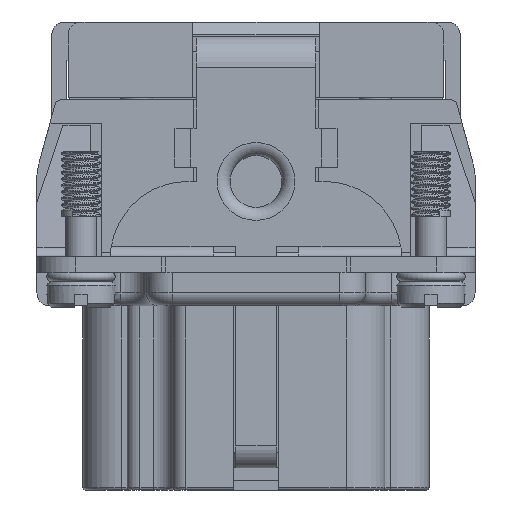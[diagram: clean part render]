
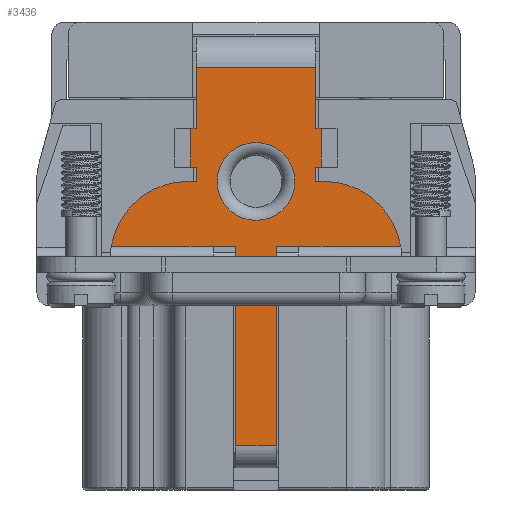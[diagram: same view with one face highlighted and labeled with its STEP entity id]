
A CAD part, left-side view. The second image highlights one B-rep face of the part: STEP entity #3436.
In plain terms, the highlighted planar face has unit normal (-1, 0, 0).
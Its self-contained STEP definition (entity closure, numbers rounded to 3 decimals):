
#1634=CIRCLE('',#26700,3.);
#1635=CIRCLE('',#26701,6.);
#1636=CIRCLE('',#26702,6.);
#2240=FACE_BOUND('',#7011,.T.);
#2241=FACE_BOUND('',#7012,.T.);
#3436=ADVANCED_FACE('',(#2240,#2241),#4397,.T.);
#4397=PLANE('',#26703);
#7011=EDGE_LOOP('',(#13133));
#7012=EDGE_LOOP('',(#13134,#13135,#13136,#13137,#13138,#13139,#13140,#13141,
#13142,#13143,#13144,#13145,#13146,#13147,#13148,#13149,#13150,#13151,#13152,
#13153,#13154,#13155));
#13133=ORIENTED_EDGE('',*,*,#19691,.F.);
#13134=ORIENTED_EDGE('',*,*,#19692,.F.);
#13135=ORIENTED_EDGE('',*,*,#19689,.F.);
#13136=ORIENTED_EDGE('',*,*,#19693,.T.);
#13137=ORIENTED_EDGE('',*,*,#19677,.F.);
#13138=ORIENTED_EDGE('',*,*,#19694,.T.);
#13139=ORIENTED_EDGE('',*,*,#19695,.F.);
#13140=ORIENTED_EDGE('',*,*,#19696,.F.);
#13141=ORIENTED_EDGE('',*,*,#19697,.F.);
#13142=ORIENTED_EDGE('',*,*,#19698,.F.);
#13143=ORIENTED_EDGE('',*,*,#19699,.F.);
#13144=ORIENTED_EDGE('',*,*,#19700,.T.);
#13145=ORIENTED_EDGE('',*,*,#19701,.T.);
#13146=ORIENTED_EDGE('',*,*,#19702,.F.);
#13147=ORIENTED_EDGE('',*,*,#19703,.F.);
#13148=ORIENTED_EDGE('',*,*,#19704,.T.);
#13149=ORIENTED_EDGE('',*,*,#19705,.F.);
#13150=ORIENTED_EDGE('',*,*,#19706,.T.);
#13151=ORIENTED_EDGE('',*,*,#19707,.T.);
#13152=ORIENTED_EDGE('',*,*,#19708,.T.);
#13153=ORIENTED_EDGE('',*,*,#19709,.T.);
#13154=ORIENTED_EDGE('',*,*,#19710,.F.);
#13155=ORIENTED_EDGE('',*,*,#19711,.T.);
#16346=VERTEX_POINT('',#47906);
#16349=VERTEX_POINT('',#47917);
#16350=VERTEX_POINT('',#47918);
#16359=VERTEX_POINT('',#47939);
#16360=VERTEX_POINT('',#47941);
#16361=VERTEX_POINT('',#47945);
#16362=VERTEX_POINT('',#47947);
#16363=VERTEX_POINT('',#47951);
#16364=VERTEX_POINT('',#47953);
#16365=VERTEX_POINT('',#47955);
#16366=VERTEX_POINT('',#47957);
#16367=VERTEX_POINT('',#47959);
#16368=VERTEX_POINT('',#47961);
#16369=VERTEX_POINT('',#47963);
#16370=VERTEX_POINT('',#47965);
#16371=VERTEX_POINT('',#47967);
#16372=VERTEX_POINT('',#47969);
#16373=VERTEX_POINT('',#47971);
#16374=VERTEX_POINT('',#47973);
#16375=VERTEX_POINT('',#47975);
#16376=VERTEX_POINT('',#47977);
#16377=VERTEX_POINT('',#47979);
#16378=VERTEX_POINT('',#47981);
#19677=EDGE_CURVE('',#16349,#16350,#22256,.T.);
#19689=EDGE_CURVE('',#16359,#16360,#22264,.T.);
#19691=EDGE_CURVE('',#16361,#16361,#1634,.T.);
#19692=EDGE_CURVE('',#16360,#16362,#22266,.T.);
#19693=EDGE_CURVE('',#16359,#16350,#22267,.T.);
#19694=EDGE_CURVE('',#16349,#16346,#22268,.T.);
#19695=EDGE_CURVE('',#16363,#16346,#22269,.T.);
#19696=EDGE_CURVE('',#16364,#16363,#1635,.T.);
#19697=EDGE_CURVE('',#16365,#16364,#22270,.T.);
#19698=EDGE_CURVE('',#16366,#16365,#22271,.T.);
#19699=EDGE_CURVE('',#16367,#16366,#22272,.T.);
#19700=EDGE_CURVE('',#16367,#16368,#22273,.T.);
#19701=EDGE_CURVE('',#16368,#16369,#22274,.T.);
#19702=EDGE_CURVE('',#16370,#16369,#22275,.T.);
#19703=EDGE_CURVE('',#16371,#16370,#22276,.T.);
#19704=EDGE_CURVE('',#16371,#16372,#22277,.T.);
#19705=EDGE_CURVE('',#16373,#16372,#22278,.T.);
#19706=EDGE_CURVE('',#16373,#16374,#22279,.T.);
#19707=EDGE_CURVE('',#16374,#16375,#22280,.T.);
#19708=EDGE_CURVE('',#16375,#16376,#22281,.T.);
#19709=EDGE_CURVE('',#16376,#16377,#22282,.T.);
#19710=EDGE_CURVE('',#16378,#16377,#1636,.T.);
#19711=EDGE_CURVE('',#16378,#16362,#22283,.T.);
#22256=LINE('',#47916,#24530);
#22264=LINE('',#47940,#24538);
#22266=LINE('',#47946,#24540);
#22267=LINE('',#47948,#24541);
#22268=LINE('',#47949,#24542);
#22269=LINE('',#47950,#24543);
#22270=LINE('',#47954,#24544);
#22271=LINE('',#47956,#24545);
#22272=LINE('',#47958,#24546);
#22273=LINE('',#47960,#24547);
#22274=LINE('',#47962,#24548);
#22275=LINE('',#47964,#24549);
#22276=LINE('',#47966,#24550);
#22277=LINE('',#47968,#24551);
#22278=LINE('',#47970,#24552);
#22279=LINE('',#47972,#24553);
#22280=LINE('',#47974,#24554);
#22281=LINE('',#47976,#24555);
#22282=LINE('',#47978,#24556);
#22283=LINE('',#47982,#24557);
#24530=VECTOR('',#32940,1.);
#24538=VECTOR('',#32958,1.);
#24540=VECTOR('',#32964,1.);
#24541=VECTOR('',#32965,1.);
#24542=VECTOR('',#32966,1.);
#24543=VECTOR('',#32967,1.);
#24544=VECTOR('',#32970,1.);
#24545=VECTOR('',#32971,1.);
#24546=VECTOR('',#32972,1.);
#24547=VECTOR('',#32973,1.);
#24548=VECTOR('',#32974,1.);
#24549=VECTOR('',#32975,1.);
#24550=VECTOR('',#32976,1.);
#24551=VECTOR('',#32977,1.);
#24552=VECTOR('',#32978,1.);
#24553=VECTOR('',#32979,1.);
#24554=VECTOR('',#32980,1.);
#24555=VECTOR('',#32981,1.);
#24556=VECTOR('',#32982,1.);
#24557=VECTOR('',#32985,1.);
#26700=AXIS2_PLACEMENT_3D('',#47944,#32962,#32963);
#26701=AXIS2_PLACEMENT_3D('',#47952,#32968,#32969);
#26702=AXIS2_PLACEMENT_3D('',#47980,#32983,#32984);
#26703=AXIS2_PLACEMENT_3D('',#47983,#32986,#32987);
#32940=DIRECTION('',(0.,0.,-1.));
#32958=DIRECTION('',(0.,0.,1.));
#32962=DIRECTION('',(-1.,0.,0.));
#32963=DIRECTION('',(0.,0.,1.));
#32964=DIRECTION('',(0.,1.,0.));
#32965=DIRECTION('',(0.,-1.,0.));
#32966=DIRECTION('',(0.,-1.,0.));
#32967=DIRECTION('',(0.,1.,0.));
#32968=DIRECTION('',(1.,0.,0.));
#32969=DIRECTION('',(0.,0.,1.));
#32970=DIRECTION('',(0.,-1.,0.));
#32971=DIRECTION('',(0.,0.,-1.));
#32972=DIRECTION('',(0.,1.,0.));
#32973=DIRECTION('',(0.,0.,1.));
#32974=DIRECTION('',(0.,1.,0.));
#32975=DIRECTION('',(0.,0.,-1.));
#32976=DIRECTION('',(0.,-1.,0.));
#32977=DIRECTION('',(0.,0.,-1.));
#32978=DIRECTION('',(0.,-1.,0.));
#32979=DIRECTION('',(0.,0.,-1.));
#32980=DIRECTION('',(0.,-1.,0.));
#32981=DIRECTION('',(0.,0.,-1.));
#32982=DIRECTION('',(0.,1.,0.));
#32983=DIRECTION('',(1.,0.,0.));
#32984=DIRECTION('',(0.,0.,1.));
#32985=DIRECTION('',(0.,-1.,0.));
#32986=DIRECTION('',(-1.,0.,0.));
#32987=DIRECTION('',(0.,0.,-1.));
#47906=CARTESIAN_POINT('',(-22.8,-3.3,18.7));
#47916=CARTESIAN_POINT('',(-22.8,-1.55,15.7));
#47917=CARTESIAN_POINT('',(-22.8,-1.55,18.7));
#47918=CARTESIAN_POINT('',(-22.8,-1.55,3.3));
#47939=CARTESIAN_POINT('',(-22.8,1.55,3.3));
#47940=CARTESIAN_POINT('',(-22.8,1.55,15.7));
#47941=CARTESIAN_POINT('',(-22.8,1.55,18.7));
#47944=CARTESIAN_POINT('',(-22.8,0.,23.7));
#47945=CARTESIAN_POINT('',(-22.8,0.,26.7));
#47946=CARTESIAN_POINT('',(-22.8,9.646,18.7));
#47947=CARTESIAN_POINT('',(-22.8,3.3,18.7));
#47948=CARTESIAN_POINT('',(-22.8,0.,3.3));
#47949=CARTESIAN_POINT('',(-22.8,0.,18.7));
#47950=CARTESIAN_POINT('',(-22.8,0.,18.7));
#47951=CARTESIAN_POINT('',(-22.8,-11.166,18.7));
#47952=CARTESIAN_POINT('',(-22.8,-5.25,17.7));
#47953=CARTESIAN_POINT('',(-22.8,-5.25,23.7));
#47954=CARTESIAN_POINT('',(-22.8,-4.5,23.7));
#47955=CARTESIAN_POINT('',(-22.8,-4.6,23.7));
#47956=CARTESIAN_POINT('',(-22.8,-4.6,16.5));
#47957=CARTESIAN_POINT('',(-22.8,-4.6,24.8));
#47958=CARTESIAN_POINT('',(-22.8,-4.65,24.8));
#47959=CARTESIAN_POINT('',(-22.8,-5.05,24.8));
#47960=CARTESIAN_POINT('',(-22.8,-5.05,16.5));
#47961=CARTESIAN_POINT('',(-22.8,-5.05,27.8));
#47962=CARTESIAN_POINT('',(-22.8,0.,27.8));
#47963=CARTESIAN_POINT('',(-22.8,-4.6,27.8));
#47964=CARTESIAN_POINT('',(-22.8,-4.6,16.5));
#47965=CARTESIAN_POINT('',(-22.8,-4.6,32.5));
#47966=CARTESIAN_POINT('',(-22.8,0.,32.5));
#47967=CARTESIAN_POINT('',(-22.8,4.6,32.5));
#47968=CARTESIAN_POINT('',(-22.8,4.6,16.5));
#47969=CARTESIAN_POINT('',(-22.8,4.6,27.8));
#47970=CARTESIAN_POINT('',(-22.8,3.7,27.8));
#47971=CARTESIAN_POINT('',(-22.8,5.05,27.8));
#47972=CARTESIAN_POINT('',(-22.8,5.05,16.5));
#47973=CARTESIAN_POINT('',(-22.8,5.05,24.8));
#47974=CARTESIAN_POINT('',(-22.8,0.,24.8));
#47975=CARTESIAN_POINT('',(-22.8,4.6,24.8));
#47976=CARTESIAN_POINT('',(-22.8,4.6,16.5));
#47977=CARTESIAN_POINT('',(-22.8,4.6,23.7));
#47978=CARTESIAN_POINT('',(-22.8,0.,23.7));
#47979=CARTESIAN_POINT('',(-22.8,5.25,23.7));
#47980=CARTESIAN_POINT('',(-22.8,5.25,17.7));
#47981=CARTESIAN_POINT('',(-22.8,11.166,18.7));
#47982=CARTESIAN_POINT('',(-22.8,9.646,18.7));
#47983=CARTESIAN_POINT('',(-22.8,0.,16.5));
